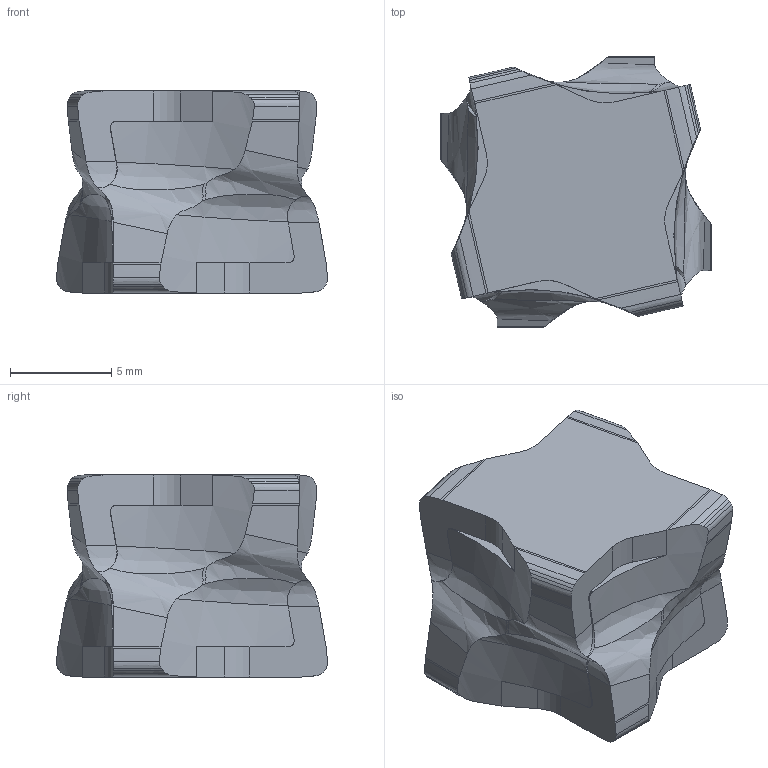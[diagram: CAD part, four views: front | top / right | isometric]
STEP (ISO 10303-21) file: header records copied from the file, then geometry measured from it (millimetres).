
FILE_DESCRIPTION(/* description */ (''),/* implementation_level */ '2;1');
FILE_NAME(/* name */ 'aaa316636_b.stp',/* time_stamp */ '2018-05-22T15:35:21+02:00',/* author */ (''),/* organization */ ('SMS'),/* preprocessor_version */ 'ST-DEVELOPER v15',/* originating_system */ 'SIEMENS PLM Software NX 8.5',/* authorisation */ '');
FILE_SCHEMA (('AUTOMOTIVE_DESIGN { 1 0 10303 214 3 1 1 1 }'));
Length unit declared in the file: millimetre
Products named in the file (1): AAA316636_B
Bounding box: 13.41 x 13.41 x 10 mm (x, y, z)
Volume: 1085 mm3; surface area: 670.6 mm2
Topology: 1 solids, 1 shells, 174 faces, 505 edges, 335 vertices
Faces by surface type: extrusion 80, plane 50, cylinder 32, bspline 12
Entity records: 9982 total; most frequent: CARTESIAN_POINT 5865, ORIENTED_EDGE 1008, DIRECTION 546, EDGE_CURVE 504, VERTEX_POINT 332, B_SPLINE_CURVE_WITH_KNOTS 327, VECTOR 280, LINE 200
